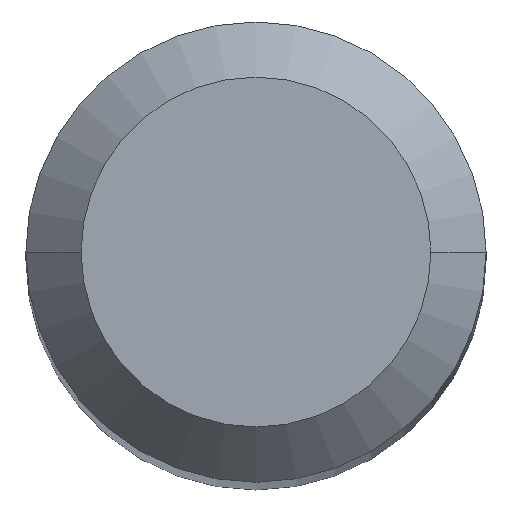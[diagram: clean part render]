
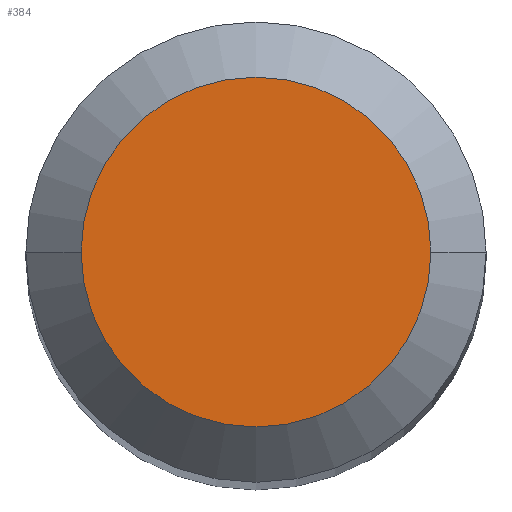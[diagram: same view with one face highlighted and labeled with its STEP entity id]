
A CAD part, top view. The second image highlights one B-rep face of the part: STEP entity #384.
In plain terms, the highlighted planar face has unit normal (0, 0, 1).
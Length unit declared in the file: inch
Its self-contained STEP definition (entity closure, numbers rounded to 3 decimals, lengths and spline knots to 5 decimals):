
#17 = CARTESIAN_POINT ( 'NONE',  ( 0.0475, 0., 0. ) ) ;
#18 = CARTESIAN_POINT ( 'NONE',  ( -0.0475, 0., 0. ) ) ;
#51 = AXIS2_PLACEMENT_3D ( 'NONE', #141, #170, #426 ) ;
#61 = DIRECTION ( 'NONE',  ( 0., 0., 1. ) ) ;
#68 = PLANE ( 'NONE',  #476 ) ;
#123 = DIRECTION ( 'NONE',  ( -1., 0., 0. ) ) ;
#137 = CIRCLE ( 'NONE', #51, 0.0475 ) ;
#141 = CARTESIAN_POINT ( 'NONE',  ( 0., 0., 0. ) ) ;
#158 = VERTEX_POINT ( 'NONE', #18 ) ;
#170 = DIRECTION ( 'NONE',  ( 0., 0., 1. ) ) ;
#219 = CARTESIAN_POINT ( 'NONE',  ( 0., 0.0475, 0. ) ) ;
#257 = FACE_OUTER_BOUND ( 'NONE', #331, .T. ) ;
#264 = DIRECTION ( 'NONE',  ( 1., 0., 0. ) ) ;
#326 = DIRECTION ( 'NONE',  ( 0., 0., -1. ) ) ;
#331 = EDGE_LOOP ( 'NONE', ( #381, #401 ) ) ;
#337 = AXIS2_PLACEMENT_3D ( 'NONE', #421, #61, #264 ) ;
#369 = EDGE_CURVE ( 'NONE', #394, #158, #491, .T. ) ;
#381 = ORIENTED_EDGE ( 'NONE', *, *, #517, .T. ) ;
#384 = ADVANCED_FACE ( 'NONE', ( #257 ), #68, .F. ) ;
#394 = VERTEX_POINT ( 'NONE', #17 ) ;
#401 = ORIENTED_EDGE ( 'NONE', *, *, #369, .T. ) ;
#421 = CARTESIAN_POINT ( 'NONE',  ( 0., 0., 0. ) ) ;
#426 = DIRECTION ( 'NONE',  ( 1., 0., 0. ) ) ;
#476 = AXIS2_PLACEMENT_3D ( 'NONE', #219, #326, #123 ) ;
#491 = CIRCLE ( 'NONE', #337, 0.0475 ) ;
#517 = EDGE_CURVE ( 'NONE', #158, #394, #137, .T. ) ;
